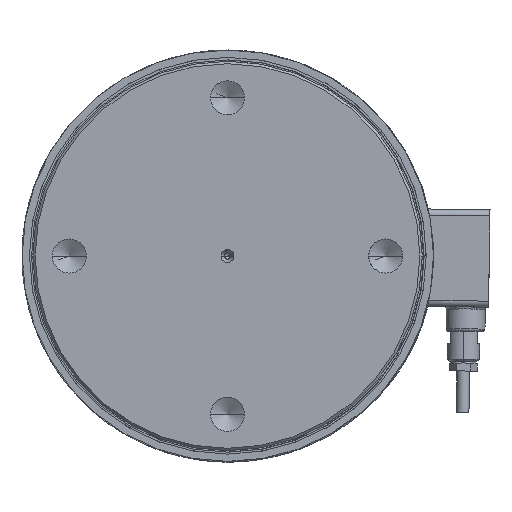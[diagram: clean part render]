
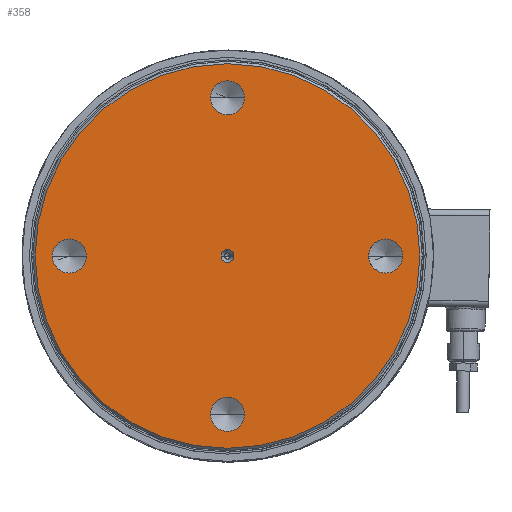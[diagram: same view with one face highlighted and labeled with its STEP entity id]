
A CAD part, left-side view. The second image highlights one B-rep face of the part: STEP entity #358.
In plain terms, the highlighted planar face has unit normal (-1, 0.001, 0).
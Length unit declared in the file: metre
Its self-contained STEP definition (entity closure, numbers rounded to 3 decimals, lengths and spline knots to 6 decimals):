
#358=ADVANCED_FACE('1:14601',(#925,#926,#927,#928,#929,#930),#931,.T.);
#925=FACE_OUTER_BOUND('',#1733,.T.);
#926=FACE_BOUND('',#1734,.T.);
#927=FACE_BOUND('',#1735,.T.);
#928=FACE_BOUND('',#1736,.T.);
#929=FACE_BOUND('',#1737,.T.);
#930=FACE_BOUND('',#1738,.T.);
#931=PLANE('',#1739);
#1733=EDGE_LOOP('',(#2908,#2909));
#1734=EDGE_LOOP('',(#2910,#2911));
#1735=EDGE_LOOP('',(#2912,#2913));
#1736=EDGE_LOOP('',(#2914,#2915));
#1737=EDGE_LOOP('',(#2916,#2917));
#1738=EDGE_LOOP('',(#2918,#2919));
#1739=AXIS2_PLACEMENT_3D('',#2920,#2921,#2922);
#2908=ORIENTED_EDGE('',*,*,#5214,.F.);
#2909=ORIENTED_EDGE('',*,*,#5215,.F.);
#2910=ORIENTED_EDGE('',*,*,#5216,.T.);
#2911=ORIENTED_EDGE('',*,*,#5217,.T.);
#2912=ORIENTED_EDGE('',*,*,#5218,.T.);
#2913=ORIENTED_EDGE('',*,*,#5219,.T.);
#2914=ORIENTED_EDGE('',*,*,#5220,.T.);
#2915=ORIENTED_EDGE('',*,*,#5084,.T.);
#2916=ORIENTED_EDGE('',*,*,#5033,.T.);
#2917=ORIENTED_EDGE('',*,*,#5221,.T.);
#2918=ORIENTED_EDGE('',*,*,#5222,.T.);
#2919=ORIENTED_EDGE('',*,*,#5223,.T.);
#2920=CARTESIAN_POINT('',(-0.125,0.000137,-0.000125));
#2921=DIRECTION('',(-1.,0.001,0.));
#2922=DIRECTION('',(0.,0.,1.));
#5033=EDGE_CURVE('1:15336',#5926,#5923,#5927,.T.);
#5084=EDGE_CURVE('',#6010,#6015,#6017,.T.);
#5214=EDGE_CURVE('1:15363',#6241,#6242,#6243,.T.);
#5215=EDGE_CURVE('',#6242,#6241,#6244,.T.);
#5216=EDGE_CURVE('1:15345',#6245,#6246,#6247,.T.);
#5217=EDGE_CURVE('',#6246,#6245,#6248,.T.);
#5218=EDGE_CURVE('1:15342',#6249,#6250,#6251,.T.);
#5219=EDGE_CURVE('',#6250,#6249,#6252,.T.);
#5220=EDGE_CURVE('1:15339',#6015,#6010,#6253,.T.);
#5221=EDGE_CURVE('',#5923,#5926,#6254,.T.);
#5222=EDGE_CURVE('1:15333',#6255,#6256,#6257,.T.);
#5223=EDGE_CURVE('',#6256,#6255,#6258,.T.);
#5923=VERTEX_POINT('',#7223);
#5926=VERTEX_POINT('',#7227);
#5927=CIRCLE('',#7228,0.007);
#6010=VERTEX_POINT('',#7363);
#6015=VERTEX_POINT('',#7369);
#6017=CIRCLE('',#7372,0.007);
#6241=VERTEX_POINT('',#7733);
#6242=VERTEX_POINT('',#7734);
#6243=CIRCLE('',#7735,0.079);
#6244=CIRCLE('',#7736,0.079);
#6245=VERTEX_POINT('',#7737);
#6246=VERTEX_POINT('',#7738);
#6247=CIRCLE('',#7739,0.00265);
#6248=CIRCLE('',#7740,0.00265);
#6249=VERTEX_POINT('',#7741);
#6250=VERTEX_POINT('',#7742);
#6251=CIRCLE('',#7743,0.007);
#6252=CIRCLE('',#7744,0.007);
#6253=CIRCLE('',#7745,0.007);
#6254=CIRCLE('',#7746,0.007);
#6255=VERTEX_POINT('',#7747);
#6256=VERTEX_POINT('',#7748);
#6257=CIRCLE('',#7749,0.007);
#6258=CIRCLE('',#7750,0.007);
#7223=CARTESIAN_POINT('',(-0.124936,0.058137,-0.000125));
#7227=CARTESIAN_POINT('',(-0.124921,0.072137,-0.000125));
#7228=AXIS2_PLACEMENT_3D('',#9608,#9609,#9610);
#7363=CARTESIAN_POINT('',(-0.125006,-0.006863,0.064875));
#7369=CARTESIAN_POINT('',(-0.124991,0.007137,0.064875));
#7372=AXIS2_PLACEMENT_3D('',#9675,#9676,#9677);
#7733=CARTESIAN_POINT('',(-0.124913,0.079137,-0.000125));
#7734=CARTESIAN_POINT('',(-0.125086,-0.078863,-0.000125));
#7735=AXIS2_PLACEMENT_3D('',#9796,#9797,#9798);
#7736=AXIS2_PLACEMENT_3D('',#9799,#9800,#9801);
#7737=CARTESIAN_POINT('',(-0.124997,0.002787,-0.000125));
#7738=CARTESIAN_POINT('',(-0.125003,-0.002513,-0.000125));
#7739=AXIS2_PLACEMENT_3D('',#9802,#9803,#9804);
#7740=AXIS2_PLACEMENT_3D('',#9805,#9806,#9807);
#7741=CARTESIAN_POINT('',(-0.125063,-0.057863,-0.000125));
#7742=CARTESIAN_POINT('',(-0.125079,-0.071863,-0.000125));
#7743=AXIS2_PLACEMENT_3D('',#9808,#9809,#9810);
#7744=AXIS2_PLACEMENT_3D('',#9811,#9812,#9813);
#7745=AXIS2_PLACEMENT_3D('',#9814,#9815,#9816);
#7746=AXIS2_PLACEMENT_3D('',#9817,#9818,#9819);
#7747=CARTESIAN_POINT('',(-0.124994,0.007137,-0.065125));
#7748=CARTESIAN_POINT('',(-0.125009,-0.006863,-0.065125));
#7749=AXIS2_PLACEMENT_3D('',#9820,#9821,#9822);
#7750=AXIS2_PLACEMENT_3D('',#9823,#9824,#9825);
#9608=CARTESIAN_POINT('',(-0.124929,0.065137,-0.000125));
#9609=DIRECTION('',(1.,-0.001,0.));
#9610=DIRECTION('',(-0.001,-1.,0.));
#9675=CARTESIAN_POINT('',(-0.124998,0.000137,0.064875));
#9676=DIRECTION('',(1.,-0.001,0.));
#9677=DIRECTION('',(-0.001,-1.,0.));
#9796=CARTESIAN_POINT('',(-0.125,0.000137,-0.000125));
#9797=DIRECTION('',(1.,-0.001,0.));
#9798=DIRECTION('',(-0.001,-1.,0.));
#9799=CARTESIAN_POINT('',(-0.125,0.000137,-0.000125));
#9800=DIRECTION('',(1.,-0.001,0.));
#9801=DIRECTION('',(-0.001,-1.,0.));
#9802=CARTESIAN_POINT('',(-0.125,0.000137,-0.000125));
#9803=DIRECTION('',(1.,-0.001,0.));
#9804=DIRECTION('',(-0.001,-1.,0.));
#9805=CARTESIAN_POINT('',(-0.125,0.000137,-0.000125));
#9806=DIRECTION('',(1.,-0.001,0.));
#9807=DIRECTION('',(-0.001,-1.,0.));
#9808=CARTESIAN_POINT('',(-0.125071,-0.064863,-0.000125));
#9809=DIRECTION('',(1.,-0.001,0.));
#9810=DIRECTION('',(-0.001,-1.,0.));
#9811=CARTESIAN_POINT('',(-0.125071,-0.064863,-0.000125));
#9812=DIRECTION('',(1.,-0.001,0.));
#9813=DIRECTION('',(-0.001,-1.,0.));
#9814=CARTESIAN_POINT('',(-0.124998,0.000137,0.064875));
#9815=DIRECTION('',(1.,-0.001,0.));
#9816=DIRECTION('',(-0.001,-1.,0.));
#9817=CARTESIAN_POINT('',(-0.124929,0.065137,-0.000125));
#9818=DIRECTION('',(1.,-0.001,0.));
#9819=DIRECTION('',(-0.001,-1.,0.));
#9820=CARTESIAN_POINT('',(-0.125001,0.000137,-0.065125));
#9821=DIRECTION('',(1.,-0.001,0.));
#9822=DIRECTION('',(-0.001,-1.,0.));
#9823=CARTESIAN_POINT('',(-0.125001,0.000137,-0.065125));
#9824=DIRECTION('',(1.,-0.001,0.));
#9825=DIRECTION('',(-0.001,-1.,0.));
